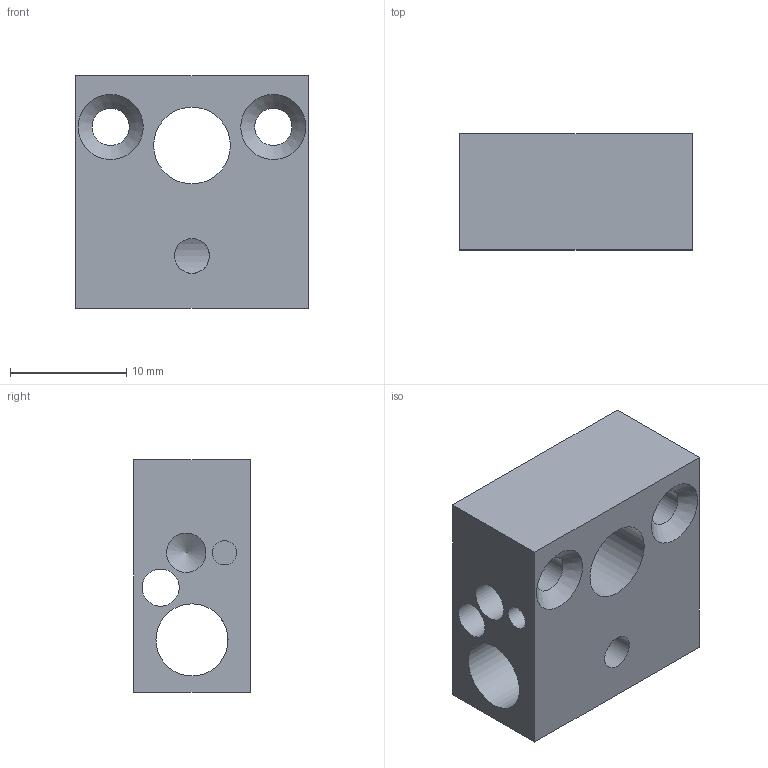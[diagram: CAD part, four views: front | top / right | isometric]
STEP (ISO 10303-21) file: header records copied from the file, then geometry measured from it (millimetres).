
FILE_DESCRIPTION(/* description */ ('STEP AP242 Edition 2','CAx-IF Rec.Pracs.---Representation and Presentation of Product Manufacturing Information (PMI)---4.0---2014-10-13','CAx-IF Rec.Pracs.---3D Tessellated Geometry---0.4---2014-09-14','2;1','CAx-IF Rec.Pracs.---User Defined Attributes---1.5---2016-08-15'),/* implementation_level */ '2;1');
FILE_NAME(/* name */ 'Top Assembly - Heat Block',/* time_stamp */ '2025-12-30T10:53:19Z',/* author */ (''),/* organization */ (''),/* preprocessor_version */ 'ST-DEVELOPER v20',/* originating_system */ 'ONSHAPE BY PTC INC, 1.208',/* authorisation */ ' ');
FILE_SCHEMA (('AP242_MANAGED_MODEL_BASED_3D_ENGINEERING_MIM_LF { 1 0 10303 442 3 1 4 }'));
Length unit declared in the file: metre
Products named in the file (1): Heat Block
Bounding box: 20 x 10 x 20 mm (x, y, z)
Volume: 2634.4 mm3; surface area: 2504.8 mm2
Topology: 1 solids, 1 shells, 18 faces, 42 edges, 27 vertices
Faces by surface type: cylinder 8, plane 7, cone 3
Full cylindrical faces by diameter (mm): 2.1 x1, 3 x1, 3.2 x3, 3.4 x1, 6.2 x1, 6.6 x1
Entity records: 513 total; most frequent: CARTESIAN_POINT 86, DIRECTION 84, ORIENTED_EDGE 60, FACE_BOUND 43, EDGE_LOOP 42, AXIS2_PLACEMENT_3D 36, EDGE_CURVE 30, VERTEX_POINT 27
